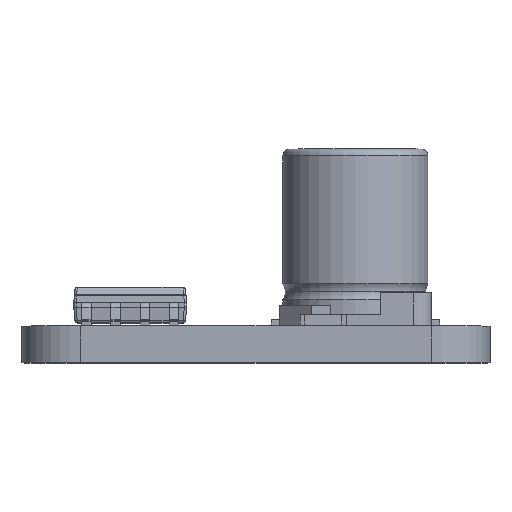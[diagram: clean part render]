
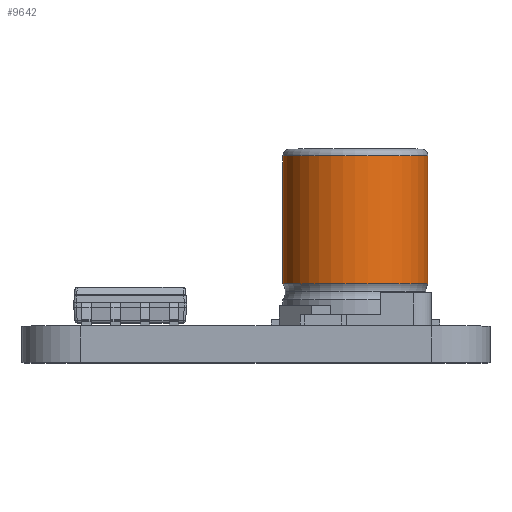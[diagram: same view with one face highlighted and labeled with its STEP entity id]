
A CAD part, top view. The second image highlights one B-rep face of the part: STEP entity #9642.
In plain terms, the highlighted cylindrical face has radius 3.15 mm (diameter 6.3 mm), a partial arc.
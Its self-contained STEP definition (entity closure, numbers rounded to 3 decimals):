
#61 = VERTEX_POINT ( 'NONE', #4398 ) ;
#384 = DIRECTION ( 'NONE',  ( 0., -1., 0. ) ) ;
#931 = CARTESIAN_POINT ( 'NONE',  ( 0., 1.85, 0. ) ) ;
#992 = FACE_OUTER_BOUND ( 'NONE', #11487, .T. ) ;
#1046 = AXIS2_PLACEMENT_3D ( 'NONE', #931, #1890, #10643 ) ;
#1204 = EDGE_CURVE ( 'NONE', #61, #3223, #10861, .T. ) ;
#1843 = LINE ( 'NONE', #2881, #12037 ) ;
#1864 = EDGE_CURVE ( 'NONE', #61, #4532, #10444, .T. ) ;
#1890 = DIRECTION ( 'NONE',  ( 0., 1., 0. ) ) ;
#2632 = EDGE_CURVE ( 'NONE', #4066, #3223, #5141, .T. ) ;
#2805 = DIRECTION ( 'NONE',  ( 0., -1., 0. ) ) ;
#2868 = CYLINDRICAL_SURFACE ( 'NONE', #11796, 3.15 ) ;
#2881 = CARTESIAN_POINT ( 'NONE',  ( -3.15, 7.7, 0. ) ) ;
#3015 = CARTESIAN_POINT ( 'NONE',  ( 3.15, 1.85, 0. ) ) ;
#3191 = ORIENTED_EDGE ( 'NONE', *, *, #1864, .T. ) ;
#3223 = VERTEX_POINT ( 'NONE', #3015 ) ;
#3350 = CARTESIAN_POINT ( 'NONE',  ( -3.15, 7.4, 0. ) ) ;
#3822 = CARTESIAN_POINT ( 'NONE',  ( 0., 7.7, 0. ) ) ;
#4066 = VERTEX_POINT ( 'NONE', #7085 ) ;
#4398 = CARTESIAN_POINT ( 'NONE',  ( 3.15, 7.4, 0. ) ) ;
#4532 = VERTEX_POINT ( 'NONE', #3350 ) ;
#5141 = CIRCLE ( 'NONE', #1046, 3.15 ) ;
#5146 = DIRECTION ( 'NONE',  ( -1., 0., 0. ) ) ;
#5249 = CARTESIAN_POINT ( 'NONE',  ( 3.15, 7.7, 0. ) ) ;
#7066 = ORIENTED_EDGE ( 'NONE', *, *, #1204, .F. ) ;
#7085 = CARTESIAN_POINT ( 'NONE',  ( -3.15, 1.85, 0. ) ) ;
#7774 = VECTOR ( 'NONE', #384, 1000. ) ;
#7791 = ORIENTED_EDGE ( 'NONE', *, *, #2632, .T. ) ;
#7868 = DIRECTION ( 'NONE',  ( 0., -1., 0. ) ) ;
#8802 = AXIS2_PLACEMENT_3D ( 'NONE', #12166, #12227, #5146 ) ;
#9642 = ADVANCED_FACE ( 'NONE', ( #992 ), #2868, .T. ) ;
#10444 = CIRCLE ( 'NONE', #8802, 3.15 ) ;
#10596 = ORIENTED_EDGE ( 'NONE', *, *, #11413, .T. ) ;
#10643 = DIRECTION ( 'NONE',  ( -1., 0., 0. ) ) ;
#10861 = LINE ( 'NONE', #5249, #7774 ) ;
#11413 = EDGE_CURVE ( 'NONE', #4532, #4066, #1843, .T. ) ;
#11487 = EDGE_LOOP ( 'NONE', ( #7066, #3191, #10596, #7791 ) ) ;
#11611 = DIRECTION ( 'NONE',  ( -1., 0., 0. ) ) ;
#11796 = AXIS2_PLACEMENT_3D ( 'NONE', #3822, #2805, #11611 ) ;
#12037 = VECTOR ( 'NONE', #7868, 1000. ) ;
#12166 = CARTESIAN_POINT ( 'NONE',  ( 0., 7.4, 0. ) ) ;
#12227 = DIRECTION ( 'NONE',  ( 0., -1., 0. ) ) ;
